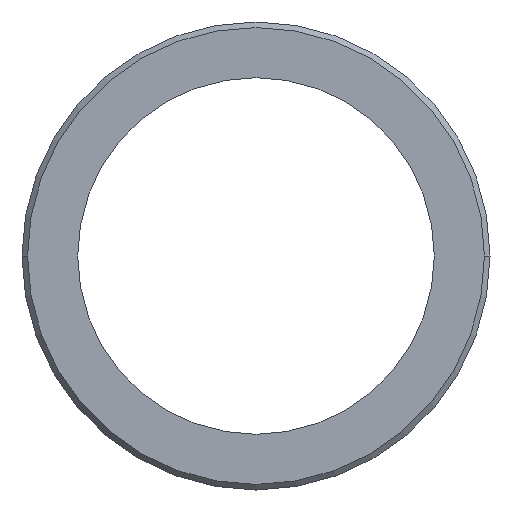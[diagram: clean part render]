
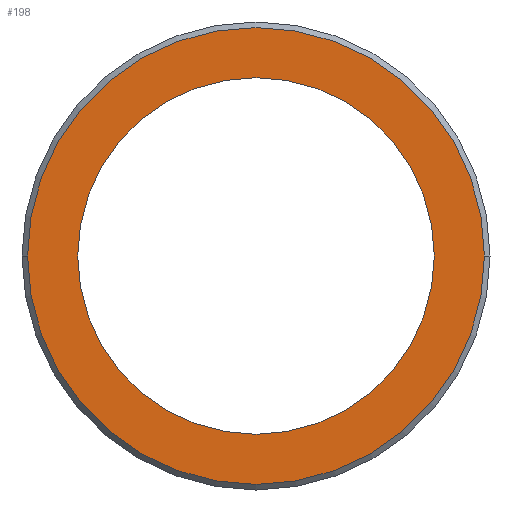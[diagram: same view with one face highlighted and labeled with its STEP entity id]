
A CAD part, left-side view. The second image highlights one B-rep face of the part: STEP entity #198.
In plain terms, the highlighted planar face has unit normal (-1, 0, 0).
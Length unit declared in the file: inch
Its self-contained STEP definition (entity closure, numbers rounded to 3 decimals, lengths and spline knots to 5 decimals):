
#1=CARTESIAN_POINT('',(80.,0.,0.));
#2=DIRECTION('',(-1.,0.,0.));
#3=DIRECTION('',(0.,1.,0.));
#4=AXIS2_PLACEMENT_3D('',#1,#2,#3);
#10=CARTESIAN_POINT('',(80.,0.,0.));
#11=DIRECTION('',(1.,0.,0.));
#12=DIRECTION('',(0.,1.,0.));
#13=AXIS2_PLACEMENT_3D('',#10,#11,#12);
#19=CARTESIAN_POINT('',(80.,0.,0.));
#20=DIRECTION('',(-1.,0.,0.));
#21=DIRECTION('',(0.,1.,0.));
#22=AXIS2_PLACEMENT_3D('',#19,#20,#21);
#24=CARTESIAN_POINT('',(80.,0.,0.));
#25=DIRECTION('',(-1.,0.,0.));
#26=DIRECTION('',(0.,-1.,0.));
#27=AXIS2_PLACEMENT_3D('',#24,#25,#26);
#121=CARTESIAN_POINT('',(80.,32.,0.));
#123=VERTEX_POINT('',#121);
#129=CARTESIAN_POINT('',(80.,-32.,0.));
#131=VERTEX_POINT('',#129);
#145=CARTESIAN_POINT('',(80.,41.,0.));
#146=CARTESIAN_POINT('',(80.,-41.,0.));
#147=VERTEX_POINT('',#145);
#148=VERTEX_POINT('',#146);
#183=CARTESIAN_POINT('',(80.,0.,0.));
#184=DIRECTION('',(-1.,0.,0.));
#185=DIRECTION('',(0.,1.,0.));
#186=AXIS2_PLACEMENT_3D('',#183,#184,#185);
#187=PLANE('',#186);
#189=ORIENTED_EDGE('',*,*,#188,.F.);
#191=ORIENTED_EDGE('',*,*,#190,.F.);
#192=EDGE_LOOP('',(#189,#191));
#193=FACE_OUTER_BOUND('',#192,.F.);
#194=ORIENTED_EDGE('',*,*,#175,.F.);
#195=ORIENTED_EDGE('',*,*,#164,.T.);
#196=EDGE_LOOP('',(#194,#195));
#197=FACE_BOUND('',#196,.F.);
#198=ADVANCED_FACE('',(#193,#197),#187,.T.);
#5=CIRCLE('',#4,32.);
#14=CIRCLE('',#13,32.);
#23=CIRCLE('',#22,41.);
#28=CIRCLE('',#27,41.);
#164=EDGE_CURVE('',#123,#131,#5,.T.);
#175=EDGE_CURVE('',#123,#131,#14,.T.);
#188=EDGE_CURVE('',#147,#148,#23,.T.);
#190=EDGE_CURVE('',#148,#147,#28,.T.);
